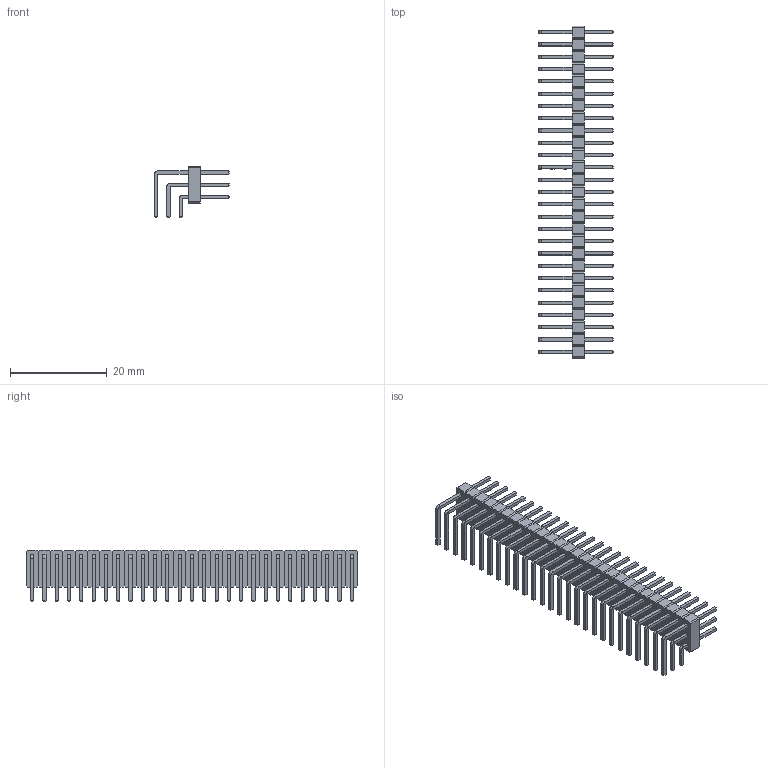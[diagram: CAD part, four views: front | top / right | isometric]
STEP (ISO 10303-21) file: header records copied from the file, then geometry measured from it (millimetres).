
FILE_DESCRIPTION(('FreeCAD Model'),'2;1');
FILE_NAME('Open CASCADE Shape Model','2022-01-07T04:30:37',( 'kicad StepUp'),('ksu MCAD'),'Open CASCADE STEP processor 7.5', 'FreeCAD','Unknown');
FILE_SCHEMA(('AUTOMOTIVE_DESIGN { 1 0 10303 214 1 1 1 1 }'));
Length unit declared in the file: millimetre
Products named in the file (1): PinHeader_3x27_P2.54mm_Horizontal
Bounding box: 15.44 x 68.58 x 10.62 mm (x, y, z)
Volume: 1868.6 mm3; surface area: 6864.1 mm2
Topology: 108 solids, 108 shells, 1971 faces, 4617 edges, 2862 vertices
Faces by surface type: plane 1890, cylinder 81
Entity records: 69303 total; most frequent: CARTESIAN_POINT 9451, ORIENTED_EDGE 9234, DIRECTION 8723, EDGE_CURVE 4617, LINE 4455, VECTOR 4455, VERTEX_POINT 2862, AXIS2_PLACEMENT_3D 2134
